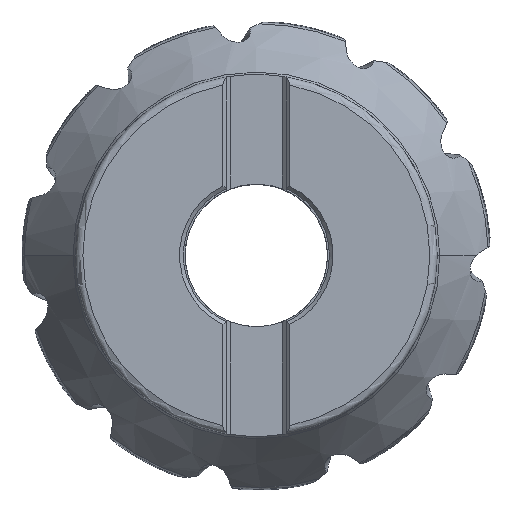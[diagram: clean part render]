
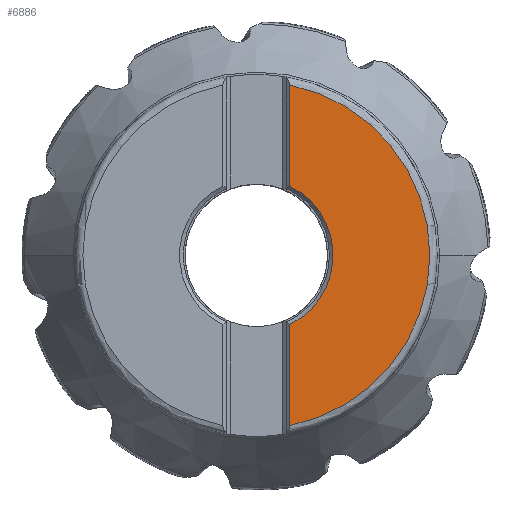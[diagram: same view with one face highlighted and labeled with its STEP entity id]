
A CAD part, top view. The second image highlights one B-rep face of the part: STEP entity #6886.
In plain terms, the highlighted planar face has unit normal (0, 0, 1).
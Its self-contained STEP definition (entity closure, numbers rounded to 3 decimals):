
#1619=LINE('',#68687,#2585);
#1620=LINE('',#68693,#2586);
#2585=VECTOR('',#30435,1.);
#2586=VECTOR('',#30440,1.);
#3709=FACE_OUTER_BOUND('',#8757,.T.);
#6886=ADVANCED_FACE('',(#3709),#7888,.T.);
#7888=PLANE('',#26571);
#8757=EDGE_LOOP('',(#13314,#13315,#13316,#13317,#13318));
#13314=ORIENTED_EDGE('',*,*,#22420,.T.);
#13315=ORIENTED_EDGE('',*,*,#22421,.F.);
#13316=ORIENTED_EDGE('',*,*,#22422,.F.);
#13317=ORIENTED_EDGE('',*,*,#22423,.T.);
#13318=ORIENTED_EDGE('',*,*,#22419,.F.);
#19190=VERTEX_POINT('',#68677);
#19191=VERTEX_POINT('',#68684);
#19192=VERTEX_POINT('',#68688);
#19193=VERTEX_POINT('',#68690);
#19194=VERTEX_POINT('',#68692);
#22419=EDGE_CURVE('',#19191,#19190,#24550,.T.);
#22420=EDGE_CURVE('',#19191,#19192,#1619,.T.);
#22421=EDGE_CURVE('',#19193,#19192,#24551,.T.);
#22422=EDGE_CURVE('',#19194,#19193,#24552,.T.);
#22423=EDGE_CURVE('',#19194,#19190,#1620,.T.);
#24550=CIRCLE('',#26567,20.55);
#24551=CIRCLE('',#26569,46.419);
#24552=CIRCLE('',#26570,46.419);
#26567=AXIS2_PLACEMENT_3D('',#68685,#30431,#30432);
#26569=AXIS2_PLACEMENT_3D('',#68689,#30436,#30437);
#26570=AXIS2_PLACEMENT_3D('',#68691,#30438,#30439);
#26571=AXIS2_PLACEMENT_3D('',#68694,#30441,#30442);
#30431=DIRECTION('',(0.,0.,1.));
#30432=DIRECTION('',(0.435,-0.9,0.));
#30435=DIRECTION('',(0.,-1.,0.));
#30436=DIRECTION('',(0.,0.,-1.));
#30437=DIRECTION('',(1.,0.,0.));
#30438=DIRECTION('',(0.,0.,-1.));
#30439=DIRECTION('',(0.193,0.981,0.));
#30440=DIRECTION('',(0.,-1.,0.));
#30441=DIRECTION('',(0.,0.,1.));
#30442=DIRECTION('',(-1.,0.,0.));
#68677=CARTESIAN_POINT('',(8.937,18.505,0.));
#68684=CARTESIAN_POINT('',(8.937,-18.505,0.));
#68685=CARTESIAN_POINT('',(0.,0.,0.));
#68687=CARTESIAN_POINT('',(8.937,-18.505,0.));
#68688=CARTESIAN_POINT('',(8.938,-45.55,0.));
#68689=CARTESIAN_POINT('',(0.,0.,0.));
#68690=CARTESIAN_POINT('',(46.419,-0.021,0.));
#68691=CARTESIAN_POINT('',(0.,0.,0.));
#68692=CARTESIAN_POINT('',(8.937,45.55,0.));
#68693=CARTESIAN_POINT('',(8.937,45.55,0.));
#68694=CARTESIAN_POINT('',(27.678,0.,0.));
